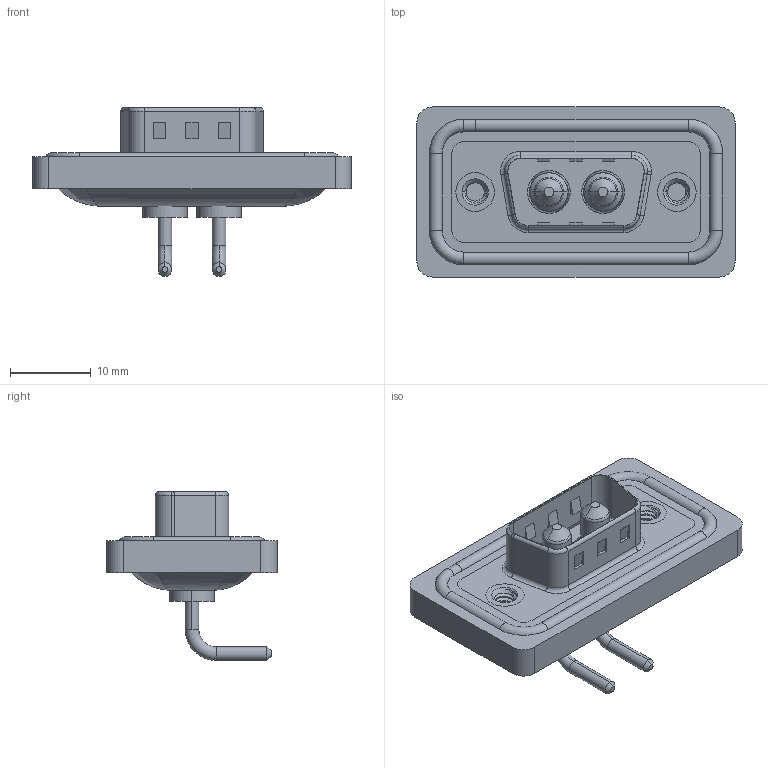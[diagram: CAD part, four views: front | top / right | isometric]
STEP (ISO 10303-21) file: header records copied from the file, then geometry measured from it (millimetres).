
FILE_DESCRIPTION (( 'STEP AP203' ), '1' );
FILE_NAME ('629W2W2-140-1N2.STEP', '2024-04-11T11:27:16', ( '' ), ( '' ), 'SwSTEP 2.0', 'SolidWorks 2023', '' );
FILE_SCHEMA (( 'CONFIG_CONTROL_DESIGN' ));
Length unit declared in the file: millimetre
Products named in the file (7): 629Combo Threaded Rivet_2; 629W2W2-140-1N2; 629Combo Waterproof Housing_09 Contacts; Power Pin_10A RA; 629Combo Shell Front_09 Contacts; 629Combo Shell Rear_09 Contacts; 629Combo Housing_2W2
Assembly tree (8 placements, depth 2):
  629W2W2-140-1N2
    629Combo Housing_2W2
    629Combo Shell Rear_09 Contacts
    629Combo Shell Front_09 Contacts
    629Combo Waterproof Housing_09 Contacts
    629Combo Threaded Rivet_2  x2
    Power Pin_10A RA  x2
Bounding box: 39.5 x 21.1 x 20.95 mm (x, y, z)
Volume: 4479.3 mm3; surface area: 7065.9 mm2
Topology: 11 solids, 11 shells, 497 faces, 1205 edges, 749 vertices
Faces by surface type: cylinder 222, plane 165, torus 72, cone 26, bspline 12
Entity records: 15079 total; most frequent: CARTESIAN_POINT 4041, DIRECTION 2266, ORIENTED_EDGE 2076, EDGE_CURVE 1038, AXIS2_PLACEMENT_3D 870, VERTEX_POINT 649, VECTOR 526, LINE 526
